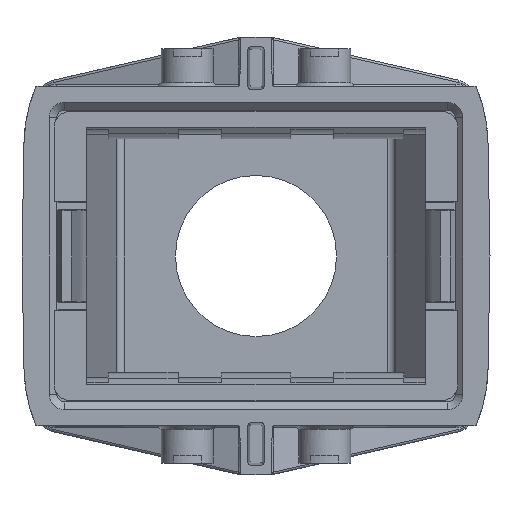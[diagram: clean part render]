
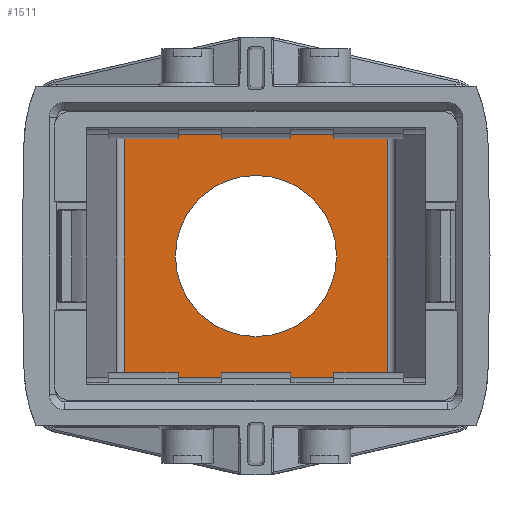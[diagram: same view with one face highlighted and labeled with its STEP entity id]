
A CAD part, front view. The second image highlights one B-rep face of the part: STEP entity #1511.
In plain terms, the highlighted planar face has unit normal (0, -1, 0).
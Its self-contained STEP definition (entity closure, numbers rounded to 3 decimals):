
#73=FACE_BOUND('',#3299,.T.);
#74=FACE_BOUND('',#3300,.T.);
#582=CIRCLE('',#13282,10.5);
#1511=ADVANCED_FACE('',(#73,#74),#2016,.F.);
#2016=PLANE('',#13283);
#3299=EDGE_LOOP('',(#6517));
#3300=EDGE_LOOP('',(#6518,#6519,#6520,#6521));
#6517=ORIENTED_EDGE('',*,*,#9824,.T.);
#6518=ORIENTED_EDGE('',*,*,#9791,.T.);
#6519=ORIENTED_EDGE('',*,*,#9789,.T.);
#6520=ORIENTED_EDGE('',*,*,#9786,.T.);
#6521=ORIENTED_EDGE('',*,*,#9823,.T.);
#8087=VERTEX_POINT('',#20863);
#8088=VERTEX_POINT('',#20867);
#8089=VERTEX_POINT('',#20873);
#8090=VERTEX_POINT('',#20879);
#8105=VERTEX_POINT('',#20965);
#9786=EDGE_CURVE('',#8088,#8087,#11118,.T.);
#9789=EDGE_CURVE('',#8089,#8088,#11119,.T.);
#9791=EDGE_CURVE('',#8090,#8089,#11120,.T.);
#9823=EDGE_CURVE('',#8087,#8090,#11143,.T.);
#9824=EDGE_CURVE('',#8105,#8105,#582,.T.);
#11118=LINE('',#20868,#12321);
#11119=LINE('',#20874,#12322);
#11120=LINE('',#20878,#12323);
#11143=LINE('',#20962,#12346);
#12321=VECTOR('',#16119,1.);
#12322=VECTOR('',#16128,1.);
#12323=VECTOR('',#16135,1.);
#12346=VECTOR('',#16214,1.);
#13282=AXIS2_PLACEMENT_3D('',#20964,#16217,#16218);
#13283=AXIS2_PLACEMENT_3D('',#20966,#16219,#16220);
#16119=DIRECTION('',(1.,0.,0.));
#16128=DIRECTION('',(0.,0.,-1.));
#16135=DIRECTION('',(-1.,0.,0.));
#16214=DIRECTION('',(0.,0.,1.));
#16217=DIRECTION('',(0.,1.,0.));
#16218=DIRECTION('',(0.,0.,1.));
#16219=DIRECTION('',(0.,1.,0.));
#16220=DIRECTION('',(1.,0.,0.));
#20863=CARTESIAN_POINT('',(17.177,60.,-16.998));
#20867=CARTESIAN_POINT('',(-17.177,60.,-16.998));
#20868=CARTESIAN_POINT('',(-17.177,60.,-16.998));
#20873=CARTESIAN_POINT('',(-17.177,60.,16.998));
#20874=CARTESIAN_POINT('',(-17.177,60.,16.998));
#20878=CARTESIAN_POINT('',(17.177,60.,16.998));
#20879=CARTESIAN_POINT('',(17.177,60.,16.998));
#20962=CARTESIAN_POINT('',(17.177,60.,-16.998));
#20964=CARTESIAN_POINT('',(0.,60.,0.));
#20965=CARTESIAN_POINT('',(0.,60.,10.5));
#20966=CARTESIAN_POINT('',(0.,60.,0.));
